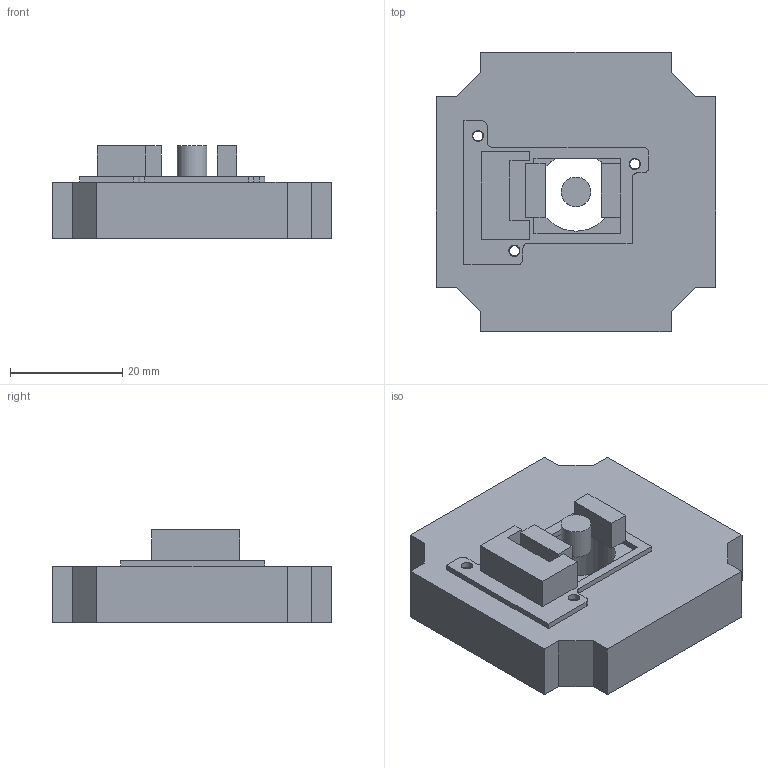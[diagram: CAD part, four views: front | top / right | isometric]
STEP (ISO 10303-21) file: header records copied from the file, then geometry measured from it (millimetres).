
FILE_DESCRIPTION(/* description */ (''),/* implementation_level */ '2;1');
FILE_NAME(/* name */ 'Assembly_Cube_KES400A_OPU_v3.iam.step',/* time_stamp */ '2022-11-29T09:05:05+01:00',/* author */ ('diederichbenedict'),/* organization */ (''),/* preprocessor_version */ 'ST-DEVELOPER v18.1',/* originating_system */ 'Autodesk Inventor 2022',/* authorisation */ '');
FILE_SCHEMA (('AUTOMOTIVE_DESIGN { 1 0 10303 214 3 1 1 }'));
Products named in the file (6): Assembly_Cube_KES400A_OPU_v3; 20_Cube_Insert_Fiber_STMount_Center; 00_KES400; 00_KES400_Bluray_Lens; 00_KES_Bluray_Magnet; 00_KES400_Lens
Assembly tree (5 placements, depth 3):
  Assembly_Cube_KES400A_OPU_v3
    20_Cube_Insert_Fiber_STMount_Center
    00_KES400
      00_KES400_Bluray_Lens
      00_KES_Bluray_Magnet
      00_KES400_Lens
Bounding box: 49.8 x 49.8 x 16.5 mm (x, y, z)
Volume: 22457.2 mm3; surface area: 8697.8 mm2
Topology: 6 solids, 6 shells, 73 faces, 183 edges, 122 vertices
Faces by surface type: plane 58, cylinder 15
Full cylindrical faces by diameter (mm): 1.8 x3, 2 x3, 5.297 x1, 14 x1
Entity records: 2424 total; most frequent: CARTESIAN_POINT 389, DIRECTION 381, ORIENTED_EDGE 366, EDGE_CURVE 183, LINE 153, VECTOR 153, VERTEX_POINT 122, AXIS2_PLACEMENT_3D 114
